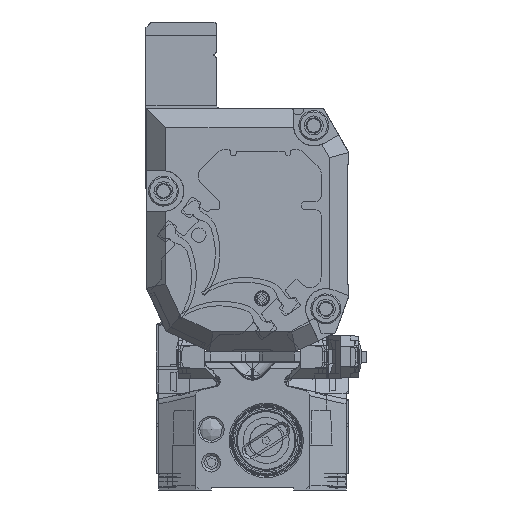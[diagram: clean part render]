
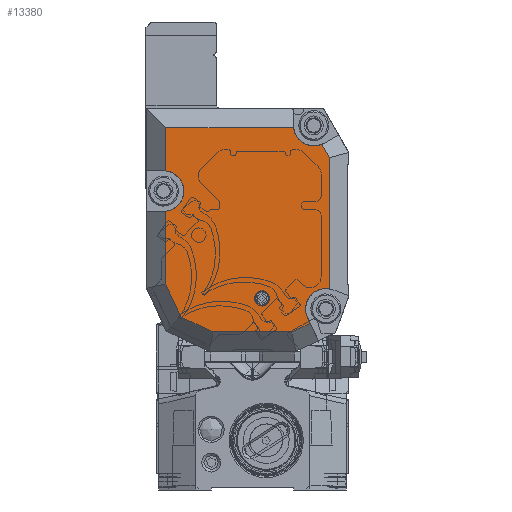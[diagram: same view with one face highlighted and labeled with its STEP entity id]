
A CAD part, front view. The second image highlights one B-rep face of the part: STEP entity #13380.
In plain terms, the highlighted planar face has unit normal (0, -1, 0).
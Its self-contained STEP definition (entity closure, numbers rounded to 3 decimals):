
#8634=FACE_BOUND('',#25484,.T.);
#8635=FACE_BOUND('',#25485,.T.);
#13380=ADVANCED_FACE('',(#8634,#8635),#15933,.F.);
#15933=PLANE('',#99316);
#25484=EDGE_LOOP('',(#51699,#51700,#51701,#51702,#51703,#51704,#51705,#51706,
#51707,#51708,#51709,#51710,#51711));
#25485=EDGE_LOOP('',(#51712));
#51699=ORIENTED_EDGE('',*,*,#73744,.T.);
#51700=ORIENTED_EDGE('',*,*,#73745,.T.);
#51701=ORIENTED_EDGE('',*,*,#73746,.T.);
#51702=ORIENTED_EDGE('',*,*,#73747,.T.);
#51703=ORIENTED_EDGE('',*,*,#73748,.T.);
#51704=ORIENTED_EDGE('',*,*,#73749,.T.);
#51705=ORIENTED_EDGE('',*,*,#73750,.T.);
#51706=ORIENTED_EDGE('',*,*,#73751,.T.);
#51707=ORIENTED_EDGE('',*,*,#73752,.T.);
#51708=ORIENTED_EDGE('',*,*,#73753,.T.);
#51709=ORIENTED_EDGE('',*,*,#73754,.T.);
#51710=ORIENTED_EDGE('',*,*,#73755,.T.);
#51711=ORIENTED_EDGE('',*,*,#73756,.T.);
#51712=ORIENTED_EDGE('',*,*,#73757,.T.);
#60590=VERTEX_POINT('',#170681);
#60591=VERTEX_POINT('',#170682);
#60592=VERTEX_POINT('',#170684);
#60593=VERTEX_POINT('',#170686);
#60594=VERTEX_POINT('',#170688);
#60595=VERTEX_POINT('',#170690);
#60596=VERTEX_POINT('',#170692);
#60597=VERTEX_POINT('',#170694);
#60598=VERTEX_POINT('',#170696);
#60599=VERTEX_POINT('',#170698);
#60600=VERTEX_POINT('',#170700);
#60601=VERTEX_POINT('',#170702);
#60602=VERTEX_POINT('',#170704);
#60603=VERTEX_POINT('',#170707);
#73744=EDGE_CURVE('',#60590,#60591,#91361,.T.);
#73745=EDGE_CURVE('',#60591,#60592,#81272,.T.);
#73746=EDGE_CURVE('',#60592,#60593,#81273,.T.);
#73747=EDGE_CURVE('',#60593,#60594,#91362,.T.);
#73748=EDGE_CURVE('',#60594,#60595,#81274,.T.);
#73749=EDGE_CURVE('',#60595,#60596,#81275,.T.);
#73750=EDGE_CURVE('',#60596,#60597,#91363,.T.);
#73751=EDGE_CURVE('',#60597,#60598,#81276,.T.);
#73752=EDGE_CURVE('',#60598,#60599,#81277,.T.);
#73753=EDGE_CURVE('',#60599,#60600,#81278,.T.);
#73754=EDGE_CURVE('',#60600,#60601,#81279,.T.);
#73755=EDGE_CURVE('',#60601,#60602,#81280,.T.);
#73756=EDGE_CURVE('',#60602,#60590,#81281,.T.);
#73757=EDGE_CURVE('',#60603,#60603,#91364,.T.);
#81272=LINE('',#170683,#88865);
#81273=LINE('',#170685,#88866);
#81274=LINE('',#170689,#88867);
#81275=LINE('',#170691,#88868);
#81276=LINE('',#170695,#88869);
#81277=LINE('',#170697,#88870);
#81278=LINE('',#170699,#88871);
#81279=LINE('',#170701,#88872);
#81280=LINE('',#170703,#88873);
#81281=LINE('',#170705,#88874);
#88865=VECTOR('',#122755,1.);
#88866=VECTOR('',#122756,1.);
#88867=VECTOR('',#122759,1.);
#88868=VECTOR('',#122760,1.);
#88869=VECTOR('',#122763,1.);
#88870=VECTOR('',#122764,1.);
#88871=VECTOR('',#122765,1.);
#88872=VECTOR('',#122766,1.);
#88873=VECTOR('',#122767,1.);
#88874=VECTOR('',#122768,1.);
#91361=CIRCLE('',#99312,3.7);
#91362=CIRCLE('',#99313,3.7);
#91363=CIRCLE('',#99314,3.7);
#91364=CIRCLE('',#99315,1.3);
#99312=AXIS2_PLACEMENT_3D('',#170680,#122753,#122754);
#99313=AXIS2_PLACEMENT_3D('',#170687,#122757,#122758);
#99314=AXIS2_PLACEMENT_3D('',#170693,#122761,#122762);
#99315=AXIS2_PLACEMENT_3D('',#170706,#122769,#122770);
#99316=AXIS2_PLACEMENT_3D('',#170708,#122771,#122772);
#122753=DIRECTION('',(0.,1.,0.));
#122754=DIRECTION('',(-1.,0.,0.));
#122755=DIRECTION('',(0.,0.,1.));
#122756=DIRECTION('',(-0.5,0.,0.866));
#122757=DIRECTION('',(0.,1.,0.));
#122758=DIRECTION('',(-1.,0.,0.));
#122759=DIRECTION('',(-1.,0.,0.));
#122760=DIRECTION('',(0.,0.,-1.));
#122761=DIRECTION('',(0.,1.,0.));
#122762=DIRECTION('',(-1.,0.,0.));
#122763=DIRECTION('',(0.,0.,-1.));
#122764=DIRECTION('',(0.419,0.,-0.908));
#122765=DIRECTION('',(0.905,0.,-0.426));
#122766=DIRECTION('',(1.,0.,0.));
#122767=DIRECTION('',(0.905,0.,0.426));
#122768=DIRECTION('',(-0.426,0.,0.905));
#122769=DIRECTION('',(0.,1.,0.));
#122770=DIRECTION('',(0.,0.,1.));
#122771=DIRECTION('',(0.,1.,0.));
#122772=DIRECTION('',(0.,0.,1.));
#170680=CARTESIAN_POINT('',(32.85,-8.,-52.11));
#170681=CARTESIAN_POINT('',(29.503,-8.,-53.687));
#170682=CARTESIAN_POINT('',(33.5,-8.,-48.468));
#170683=CARTESIAN_POINT('',(33.5,-8.,-46.706));
#170684=CARTESIAN_POINT('',(33.5,-8.,-24.648));
#170685=CARTESIAN_POINT('',(44.864,-8.,-44.331));
#170686=CARTESIAN_POINT('',(32.096,-8.,-22.216));
#170687=CARTESIAN_POINT('',(30.65,-8.,-18.81));
#170688=CARTESIAN_POINT('',(26.972,-8.,-19.21));
#170689=CARTESIAN_POINT('',(40.75,-8.,-19.21));
#170690=CARTESIAN_POINT('',(3.75,-8.,-19.21));
#170691=CARTESIAN_POINT('',(3.75,-8.,-46.706));
#170692=CARTESIAN_POINT('',(3.75,-8.,-27.032));
#170693=CARTESIAN_POINT('',(3.35,-8.,-30.71));
#170694=CARTESIAN_POINT('',(3.75,-8.,-34.388));
#170695=CARTESIAN_POINT('',(3.75,-8.,-46.706));
#170696=CARTESIAN_POINT('',(3.75,-8.,-47.584));
#170697=CARTESIAN_POINT('',(9.912,-8.,-60.937));
#170698=CARTESIAN_POINT('',(6.493,-8.,-53.528));
#170699=CARTESIAN_POINT('',(31.901,-8.,-65.495));
#170700=CARTESIAN_POINT('',(12.378,-8.,-56.3));
#170701=CARTESIAN_POINT('',(40.75,-8.,-56.3));
#170702=CARTESIAN_POINT('',(26.622,-8.,-56.3));
#170703=CARTESIAN_POINT('',(41.883,-8.,-49.112));
#170704=CARTESIAN_POINT('',(29.987,-8.,-54.715));
#170705=CARTESIAN_POINT('',(31.478,-8.,-57.881));
#170706=CARTESIAN_POINT('',(21.25,-8.,-50.21));
#170707=CARTESIAN_POINT('',(21.25,-8.,-48.91));
#170708=CARTESIAN_POINT('',(40.75,-8.,-46.706));
